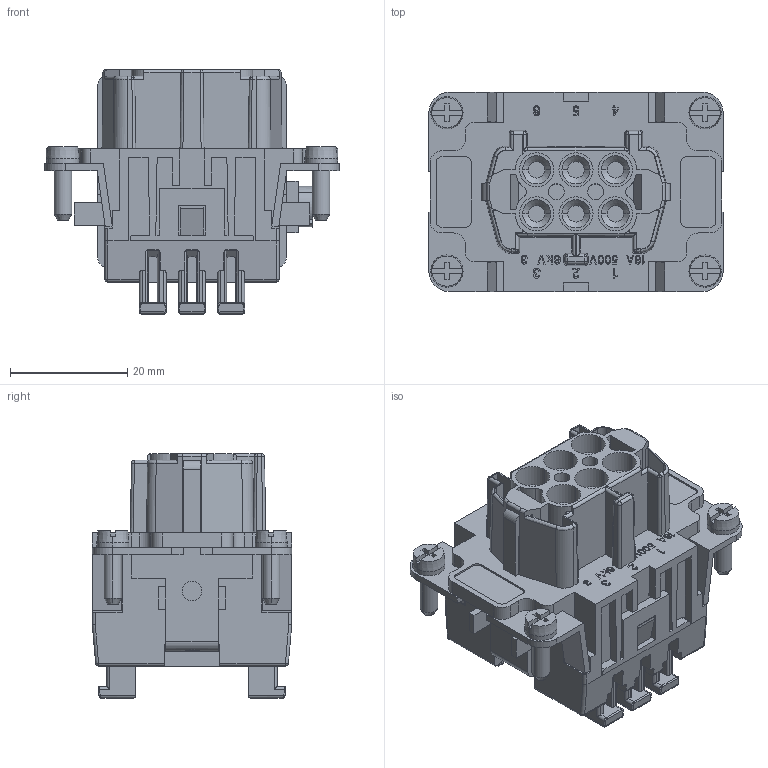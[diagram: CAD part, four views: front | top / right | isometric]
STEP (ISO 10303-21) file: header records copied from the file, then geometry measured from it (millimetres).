
FILE_DESCRIPTION(('Creo Elements/Direct Modeling STEP Export'),'2;1');
FILE_NAME('0ln7uvk5aj4mud51164','2021-05-06T 9:27:51',(''),(''),'Creo Elements/Direct Modeling STEP processor for AP214 (Solid Model)','Creo Elements/Direct Modeling 20.1B 02-Apr-2019 (C) Parametric Technology GmbH','');
FILE_SCHEMA(('AUTOMOTIVE_DESIGN { 1 0 10303 214 1 1 1 1 }'));
Products named in the file (2): RSHF_06
Assembly tree (1 placements, depth 2):
  RSHF_06
    RSHF_06
Bounding box: 50.2 x 34 x 41.7 mm (x, y, z)
Volume: 28019.7 mm3; surface area: 14762.5 mm2
Topology: 1 solids, 1 shells, 1159 faces, 4829 edges, 3759 vertices
Faces by surface type: plane 737, cylinder 304, bspline 46, cone 40, sphere 12, torus 12, extrusion 8
Entity records: 59598 total; most frequent: CARTESIAN_POINT 15689, ORIENTED_EDGE 9610, DIRECTION 6867, EDGE_CURVE 4805, VECTOR 3873, LINE 3865, VERTEX_POINT 3759, AXIS2_PLACEMENT_3D 1497
